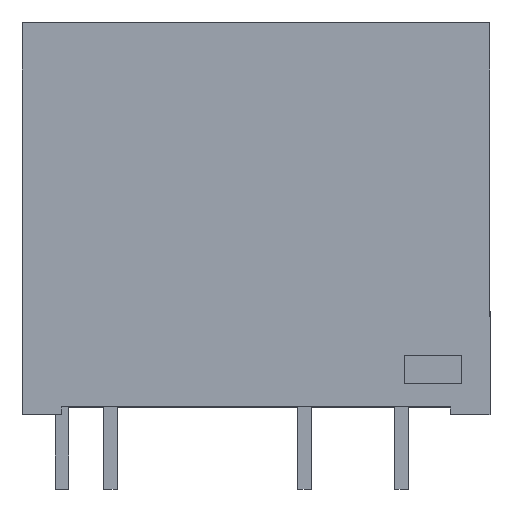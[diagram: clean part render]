
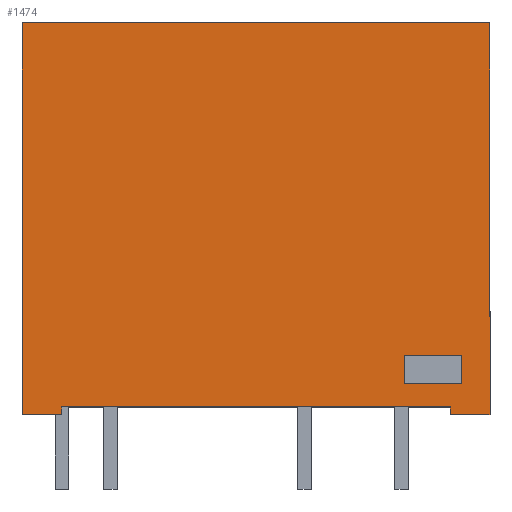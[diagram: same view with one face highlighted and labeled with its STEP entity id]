
A CAD part, top view. The second image highlights one B-rep face of the part: STEP entity #1474.
In plain terms, the highlighted planar face has unit normal (0, 0, 1).
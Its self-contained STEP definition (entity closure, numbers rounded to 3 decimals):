
#37 = DIRECTION ( 'NONE',  ( 1., 0., 0. ) ) ;
#41 = ORIENTED_EDGE ( 'NONE', *, *, #510, .F. ) ;
#45 = DIRECTION ( 'NONE',  ( 0., -1., 0. ) ) ;
#50 = DIRECTION ( 'NONE',  ( 0., 0., -1. ) ) ;
#109 = ORIENTED_EDGE ( 'NONE', *, *, #697, .F. ) ;
#110 = CARTESIAN_POINT ( 'NONE',  ( -10.16, 0., 1.35 ) ) ;
#134 = VECTOR ( 'NONE', #1754, 1000. ) ;
#149 = ORIENTED_EDGE ( 'NONE', *, *, #2000, .F. ) ;
#170 = VECTOR ( 'NONE', #525, 1000. ) ;
#178 = ORIENTED_EDGE ( 'NONE', *, *, #1929, .T. ) ;
#203 = VERTEX_POINT ( 'NONE', #1270 ) ;
#207 = CARTESIAN_POINT ( 'NONE',  ( 12.25, 3.1, 1.35 ) ) ;
#217 = LINE ( 'NONE', #1318, #943 ) ;
#271 = VECTOR ( 'NONE', #1566, 1000. ) ;
#294 = CARTESIAN_POINT ( 'NONE',  ( 10.75, 20.5, 1.35 ) ) ;
#320 = ORIENTED_EDGE ( 'NONE', *, *, #2011, .T. ) ;
#329 = CARTESIAN_POINT ( 'NONE',  ( 7.75, 3.1, 1.35 ) ) ;
#395 = DIRECTION ( 'NONE',  ( 0., -1., 0. ) ) ;
#396 = CARTESIAN_POINT ( 'NONE',  ( -12.25, 20.5, 1.35 ) ) ;
#415 = VECTOR ( 'NONE', #1701, 1000. ) ;
#428 = CARTESIAN_POINT ( 'NONE',  ( -12.25, 0., 1.35 ) ) ;
#448 = VECTOR ( 'NONE', #37, 1000. ) ;
#452 = VECTOR ( 'NONE', #45, 1000. ) ;
#472 = LINE ( 'NONE', #1259, #134 ) ;
#503 = CARTESIAN_POINT ( 'NONE',  ( 12.25, 0., 1.35 ) ) ;
#510 = EDGE_CURVE ( 'NONE', #1073, #1090, #952, .T. ) ;
#525 = DIRECTION ( 'NONE',  ( -1., 0., 0. ) ) ;
#537 = CARTESIAN_POINT ( 'NONE',  ( 10.16, 0.4, 1.35 ) ) ;
#552 = CARTESIAN_POINT ( 'NONE',  ( 7.75, 1.6, 1.35 ) ) ;
#556 = EDGE_LOOP ( 'NONE', ( #1812, #1263, #1161, #1943 ) ) ;
#572 = DIRECTION ( 'NONE',  ( 1., 0., 0. ) ) ;
#656 = VECTOR ( 'NONE', #395, 1000. ) ;
#689 = CARTESIAN_POINT ( 'NONE',  ( 10.16, 0., 1.35 ) ) ;
#697 = EDGE_CURVE ( 'NONE', #1481, #899, #1147, .T. ) ;
#706 = CARTESIAN_POINT ( 'NONE',  ( 10.75, 3.1, 1.35 ) ) ;
#725 = EDGE_CURVE ( 'NONE', #899, #950, #1660, .T. ) ;
#730 = LINE ( 'NONE', #689, #452 ) ;
#739 = CARTESIAN_POINT ( 'NONE',  ( -10.16, 0.4, 1.35 ) ) ;
#756 = VECTOR ( 'NONE', #1979, 1000. ) ;
#781 = EDGE_CURVE ( 'NONE', #2016, #1044, #1494, .T. ) ;
#787 = VECTOR ( 'NONE', #1703, 1000. ) ;
#792 = EDGE_CURVE ( 'NONE', #1451, #203, #997, .T. ) ;
#849 = LINE ( 'NONE', #294, #787 ) ;
#859 = CARTESIAN_POINT ( 'NONE',  ( -10.16, 20.5, 1.35 ) ) ;
#860 = CARTESIAN_POINT ( 'NONE',  ( 0., 20.5, 1.35 ) ) ;
#899 = VERTEX_POINT ( 'NONE', #110 ) ;
#937 = EDGE_CURVE ( 'NONE', #1481, #1990, #2010, .T. ) ;
#943 = VECTOR ( 'NONE', #1175, 1000. ) ;
#950 = VERTEX_POINT ( 'NONE', #428 ) ;
#952 = LINE ( 'NONE', #503, #271 ) ;
#997 = LINE ( 'NONE', #1163, #448 ) ;
#1033 = ORIENTED_EDGE ( 'NONE', *, *, #1946, .T. ) ;
#1044 = VERTEX_POINT ( 'NONE', #329 ) ;
#1073 = VERTEX_POINT ( 'NONE', #1594 ) ;
#1090 = VERTEX_POINT ( 'NONE', #1585 ) ;
#1147 = LINE ( 'NONE', #859, #656 ) ;
#1161 = ORIENTED_EDGE ( 'NONE', *, *, #792, .F. ) ;
#1163 = CARTESIAN_POINT ( 'NONE',  ( 12.25, 1.6, 1.35 ) ) ;
#1167 = DIRECTION ( 'NONE',  ( -1., 0., 0. ) ) ;
#1175 = DIRECTION ( 'NONE',  ( 0., 1., 0. ) ) ;
#1199 = CARTESIAN_POINT ( 'NONE',  ( -12.25, 20.5, 1.35 ) ) ;
#1259 = CARTESIAN_POINT ( 'NONE',  ( 7.75, 20.5, 1.35 ) ) ;
#1263 = ORIENTED_EDGE ( 'NONE', *, *, #2032, .F. ) ;
#1270 = CARTESIAN_POINT ( 'NONE',  ( 10.75, 1.6, 1.35 ) ) ;
#1318 = CARTESIAN_POINT ( 'NONE',  ( 12.25, 20.5, 1.35 ) ) ;
#1326 = DIRECTION ( 'NONE',  ( -1., 0., 0. ) ) ;
#1354 = ORIENTED_EDGE ( 'NONE', *, *, #937, .T. ) ;
#1410 = EDGE_LOOP ( 'NONE', ( #109, #1354, #320, #41, #1033, #149, #178, #1563 ) ) ;
#1444 = VECTOR ( 'NONE', #572, 1000. ) ;
#1451 = VERTEX_POINT ( 'NONE', #552 ) ;
#1474 = ADVANCED_FACE ( 'NONE', ( #1512, #1798 ), #1982, .F. ) ;
#1481 = VERTEX_POINT ( 'NONE', #739 ) ;
#1483 = VERTEX_POINT ( 'NONE', #1199 ) ;
#1494 = LINE ( 'NONE', #207, #1506 ) ;
#1506 = VECTOR ( 'NONE', #1326, 1000. ) ;
#1512 = FACE_BOUND ( 'NONE', #556, .T. ) ;
#1522 = CARTESIAN_POINT ( 'NONE',  ( 12.25, 20.5, 1.35 ) ) ;
#1563 = ORIENTED_EDGE ( 'NONE', *, *, #725, .F. ) ;
#1566 = DIRECTION ( 'NONE',  ( -1., 0., 0. ) ) ;
#1585 = CARTESIAN_POINT ( 'NONE',  ( 10.16, 0., 1.35 ) ) ;
#1594 = CARTESIAN_POINT ( 'NONE',  ( 12.25, 0., 1.35 ) ) ;
#1660 = LINE ( 'NONE', #1963, #170 ) ;
#1701 = DIRECTION ( 'NONE',  ( 1., 0., 0. ) ) ;
#1703 = DIRECTION ( 'NONE',  ( 0., 1., 0. ) ) ;
#1754 = DIRECTION ( 'NONE',  ( 0., -1., 0. ) ) ;
#1787 = EDGE_CURVE ( 'NONE', #1044, #1451, #472, .T. ) ;
#1798 = FACE_OUTER_BOUND ( 'NONE', #1410, .T. ) ;
#1808 = CARTESIAN_POINT ( 'NONE',  ( 12.25, 20.5, 1.35 ) ) ;
#1812 = ORIENTED_EDGE ( 'NONE', *, *, #781, .F. ) ;
#1828 = LINE ( 'NONE', #396, #756 ) ;
#1859 = CARTESIAN_POINT ( 'NONE',  ( 0., 0.4, 1.35 ) ) ;
#1875 = AXIS2_PLACEMENT_3D ( 'NONE', #1522, #50, #1167 ) ;
#1929 = EDGE_CURVE ( 'NONE', #1483, #950, #1828, .T. ) ;
#1943 = ORIENTED_EDGE ( 'NONE', *, *, #1787, .F. ) ;
#1946 = EDGE_CURVE ( 'NONE', #1073, #1961, #217, .T. ) ;
#1961 = VERTEX_POINT ( 'NONE', #1808 ) ;
#1963 = CARTESIAN_POINT ( 'NONE',  ( 12.25, 0., 1.35 ) ) ;
#1979 = DIRECTION ( 'NONE',  ( 0., -1., 0. ) ) ;
#1982 = PLANE ( 'NONE',  #1875 ) ;
#1989 = LINE ( 'NONE', #860, #1444 ) ;
#1990 = VERTEX_POINT ( 'NONE', #537 ) ;
#2000 = EDGE_CURVE ( 'NONE', #1483, #1961, #1989, .T. ) ;
#2010 = LINE ( 'NONE', #1859, #415 ) ;
#2011 = EDGE_CURVE ( 'NONE', #1990, #1090, #730, .T. ) ;
#2016 = VERTEX_POINT ( 'NONE', #706 ) ;
#2032 = EDGE_CURVE ( 'NONE', #203, #2016, #849, .T. ) ;
